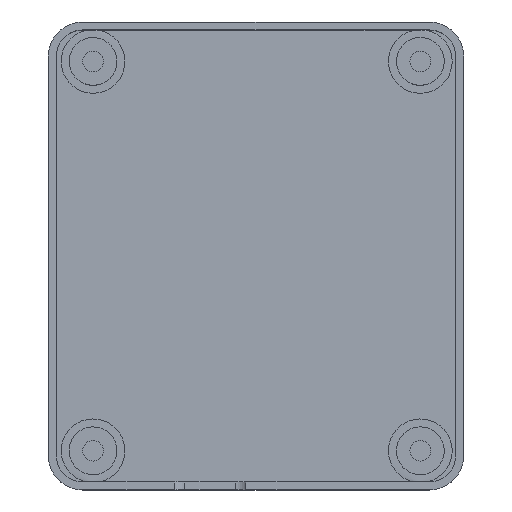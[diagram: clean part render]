
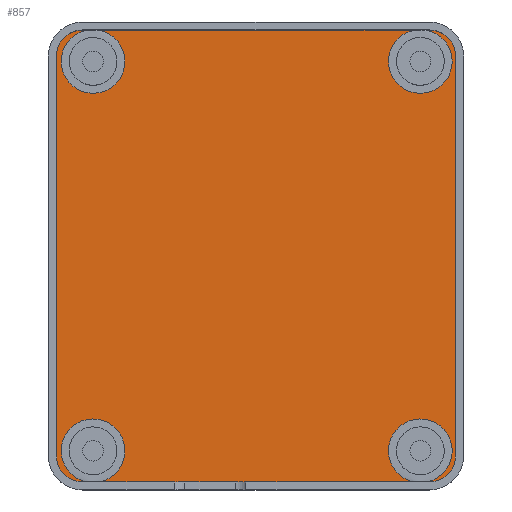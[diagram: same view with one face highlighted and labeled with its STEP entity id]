
A CAD part, top view. The second image highlights one B-rep face of the part: STEP entity #857.
In plain terms, the highlighted planar face has unit normal (0, 0, 1).
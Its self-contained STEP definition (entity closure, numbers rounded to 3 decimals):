
#53=PLANE('',#969);
#99=FACE_OUTER_BOUND('',#153,.T.);
#153=EDGE_LOOP('',(#771,#772,#773,#774,#775,#776,#777,#778,#779,#780,#781,
#782,#783,#784,#785,#786,#787,#788,#789,#790));
#159=LINE('',#1258,#227);
#162=LINE('',#1264,#230);
#184=LINE('',#1364,#252);
#185=LINE('',#1366,#253);
#186=LINE('',#1371,#254);
#191=LINE('',#1400,#259);
#192=LINE('',#1401,#260);
#193=LINE('',#1404,#261);
#227=VECTOR('',#991,10.);
#230=VECTOR('',#996,10.);
#252=VECTOR('',#1086,10.);
#253=VECTOR('',#1087,10.);
#254=VECTOR('',#1088,10.);
#259=VECTOR('',#1119,10.);
#260=VECTOR('',#1120,10.);
#261=VECTOR('',#1125,10.);
#291=CIRCLE('',#874,3.286);
#293=CIRCLE('',#877,3.286);
#295=CIRCLE('',#882,3.286);
#297=CIRCLE('',#885,3.286);
#313=CIRCLE('',#909,4.);
#314=CIRCLE('',#910,4.);
#317=CIRCLE('',#916,4.);
#318=CIRCLE('',#917,4.);
#321=CIRCLE('',#922,4.);
#322=CIRCLE('',#923,4.);
#327=CIRCLE('',#931,4.);
#328=CIRCLE('',#932,4.);
#343=VERTEX_POINT('',#1239);
#344=VERTEX_POINT('',#1240);
#347=VERTEX_POINT('',#1248);
#348=VERTEX_POINT('',#1249);
#351=VERTEX_POINT('',#1257);
#353=VERTEX_POINT('',#1263);
#355=VERTEX_POINT('',#1269);
#357=VERTEX_POINT('',#1275);
#385=VERTEX_POINT('',#1343);
#386=VERTEX_POINT('',#1344);
#387=VERTEX_POINT('',#1348);
#390=VERTEX_POINT('',#1359);
#391=VERTEX_POINT('',#1360);
#392=VERTEX_POINT('',#1365);
#393=VERTEX_POINT('',#1367);
#394=VERTEX_POINT('',#1373);
#397=VERTEX_POINT('',#1384);
#400=VERTEX_POINT('',#1395);
#401=VERTEX_POINT('',#1396);
#402=VERTEX_POINT('',#1406);
#423=EDGE_CURVE('',#343,#344,#291,.T.);
#427=EDGE_CURVE('',#347,#348,#293,.T.);
#431=EDGE_CURVE('',#351,#347,#159,.T.);
#434=EDGE_CURVE('',#344,#353,#162,.T.);
#437=EDGE_CURVE('',#353,#355,#295,.T.);
#440=EDGE_CURVE('',#357,#351,#297,.T.);
#473=EDGE_CURVE('',#387,#385,#313,.T.);
#475=EDGE_CURVE('',#386,#387,#314,.T.);
#480=EDGE_CURVE('',#355,#391,#184,.T.);
#481=EDGE_CURVE('',#392,#357,#185,.T.);
#483=EDGE_CURVE('',#390,#393,#186,.T.);
#484=EDGE_CURVE('',#394,#392,#317,.T.);
#486=EDGE_CURVE('',#393,#394,#318,.T.);
#490=EDGE_CURVE('',#397,#390,#321,.T.);
#492=EDGE_CURVE('',#391,#397,#322,.T.);
#497=EDGE_CURVE('',#385,#401,#191,.T.);
#498=EDGE_CURVE('',#348,#386,#192,.T.);
#501=EDGE_CURVE('',#400,#343,#193,.T.);
#502=EDGE_CURVE('',#402,#400,#327,.T.);
#504=EDGE_CURVE('',#401,#402,#328,.T.);
#771=ORIENTED_EDGE('',*,*,#483,.T.);
#772=ORIENTED_EDGE('',*,*,#486,.T.);
#773=ORIENTED_EDGE('',*,*,#484,.T.);
#774=ORIENTED_EDGE('',*,*,#481,.T.);
#775=ORIENTED_EDGE('',*,*,#440,.T.);
#776=ORIENTED_EDGE('',*,*,#431,.T.);
#777=ORIENTED_EDGE('',*,*,#427,.T.);
#778=ORIENTED_EDGE('',*,*,#498,.T.);
#779=ORIENTED_EDGE('',*,*,#475,.T.);
#780=ORIENTED_EDGE('',*,*,#473,.T.);
#781=ORIENTED_EDGE('',*,*,#497,.T.);
#782=ORIENTED_EDGE('',*,*,#504,.T.);
#783=ORIENTED_EDGE('',*,*,#502,.T.);
#784=ORIENTED_EDGE('',*,*,#501,.T.);
#785=ORIENTED_EDGE('',*,*,#423,.T.);
#786=ORIENTED_EDGE('',*,*,#434,.T.);
#787=ORIENTED_EDGE('',*,*,#437,.T.);
#788=ORIENTED_EDGE('',*,*,#480,.T.);
#789=ORIENTED_EDGE('',*,*,#492,.T.);
#790=ORIENTED_EDGE('',*,*,#490,.T.);
#857=ADVANCED_FACE('',(#99),#53,.T.);
#874=AXIS2_PLACEMENT_3D('',#1241,#975,#976);
#877=AXIS2_PLACEMENT_3D('',#1250,#983,#984);
#882=AXIS2_PLACEMENT_3D('',#1270,#1001,#1002);
#885=AXIS2_PLACEMENT_3D('',#1276,#1008,#1009);
#909=AXIS2_PLACEMENT_3D('',#1349,#1072,#1073);
#910=AXIS2_PLACEMENT_3D('',#1351,#1075,#1076);
#916=AXIS2_PLACEMENT_3D('',#1374,#1091,#1092);
#917=AXIS2_PLACEMENT_3D('',#1376,#1094,#1095);
#922=AXIS2_PLACEMENT_3D('',#1385,#1105,#1106);
#923=AXIS2_PLACEMENT_3D('',#1387,#1108,#1109);
#931=AXIS2_PLACEMENT_3D('',#1407,#1128,#1129);
#932=AXIS2_PLACEMENT_3D('',#1409,#1131,#1132);
#969=AXIS2_PLACEMENT_3D('',#1494,#1233,#1234);
#975=DIRECTION('center_axis',(0.,0.,1.));
#976=DIRECTION('ref_axis',(0.,-1.,0.));
#983=DIRECTION('center_axis',(0.,0.,1.));
#984=DIRECTION('ref_axis',(-1.,0.,0.));
#991=DIRECTION('',(0.,-1.,0.));
#996=DIRECTION('',(0.,1.,0.));
#1001=DIRECTION('center_axis',(0.,0.,1.));
#1002=DIRECTION('ref_axis',(1.,0.,0.));
#1008=DIRECTION('center_axis',(0.,0.,1.));
#1009=DIRECTION('ref_axis',(0.,1.,0.));
#1072=DIRECTION('center_axis',(0.,0.,-1.));
#1073=DIRECTION('ref_axis',(-0.228,0.974,0.));
#1075=DIRECTION('center_axis',(0.,0.,-1.));
#1076=DIRECTION('ref_axis',(-0.228,0.974,0.));
#1086=DIRECTION('',(-1.,0.,0.));
#1087=DIRECTION('',(-1.,0.,0.));
#1088=DIRECTION('',(-1.,0.,0.));
#1091=DIRECTION('center_axis',(0.,0.,-1.));
#1092=DIRECTION('ref_axis',(0.188,-0.982,0.));
#1094=DIRECTION('center_axis',(0.,0.,-1.));
#1095=DIRECTION('ref_axis',(0.188,-0.982,0.));
#1105=DIRECTION('center_axis',(0.,0.,-1.));
#1106=DIRECTION('ref_axis',(0.188,-0.982,0.));
#1108=DIRECTION('center_axis',(0.,0.,-1.));
#1109=DIRECTION('ref_axis',(0.188,-0.982,0.));
#1119=DIRECTION('',(1.,0.,0.));
#1120=DIRECTION('',(1.,0.,0.));
#1125=DIRECTION('',(1.,0.,0.));
#1128=DIRECTION('center_axis',(0.,0.,-1.));
#1129=DIRECTION('ref_axis',(-0.228,0.974,0.));
#1131=DIRECTION('center_axis',(0.,0.,-1.));
#1132=DIRECTION('ref_axis',(-0.228,0.974,0.));
#1233=DIRECTION('center_axis',(0.,0.,1.));
#1234=DIRECTION('ref_axis',(1.,0.,0.));
#1239=CARTESIAN_POINT('',(245.847,-1.,-3.));
#1240=CARTESIAN_POINT('',(249.133,2.286,-3.));
#1241=CARTESIAN_POINT('Origin',(245.847,2.286,-3.));
#1248=CARTESIAN_POINT('',(199.,2.286,-3.));
#1249=CARTESIAN_POINT('',(202.286,-1.,-3.));
#1250=CARTESIAN_POINT('Origin',(202.286,2.286,-3.));
#1257=CARTESIAN_POINT('',(199.,52.476,-3.));
#1258=CARTESIAN_POINT('',(199.,14.834,-3.));
#1263=CARTESIAN_POINT('',(249.133,52.476,-3.));
#1264=CARTESIAN_POINT('',(249.133,39.929,-3.));
#1269=CARTESIAN_POINT('',(245.847,55.762,-3.));
#1270=CARTESIAN_POINT('Origin',(245.847,52.476,-3.));
#1275=CARTESIAN_POINT('',(202.286,55.762,-3.));
#1276=CARTESIAN_POINT('Origin',(202.286,52.476,-3.));
#1343=CARTESIAN_POINT('',(204.395,-1.,-3.));
#1344=CARTESIAN_POINT('',(202.813,-1.,-3.));
#1348=CARTESIAN_POINT('',(204.516,-0.974,-3.));
#1349=CARTESIAN_POINT('Origin',(203.604,2.921,-3.));
#1351=CARTESIAN_POINT('Origin',(203.604,2.921,-3.));
#1359=CARTESIAN_POINT('',(244.051,55.762,-3.));
#1360=CARTESIAN_POINT('',(245.357,55.762,-3.));
#1364=CARTESIAN_POINT('',(213.176,55.762,-3.));
#1365=CARTESIAN_POINT('',(202.951,55.762,-3.));
#1366=CARTESIAN_POINT('',(213.176,55.762,-3.));
#1367=CARTESIAN_POINT('',(204.257,55.762,-3.));
#1371=CARTESIAN_POINT('',(213.176,55.762,-3.));
#1373=CARTESIAN_POINT('',(202.851,55.745,-3.));
#1374=CARTESIAN_POINT('Origin',(203.604,51.816,-3.));
#1376=CARTESIAN_POINT('Origin',(203.604,51.816,-3.));
#1384=CARTESIAN_POINT('',(243.951,55.745,-3.));
#1385=CARTESIAN_POINT('Origin',(244.704,51.816,-3.));
#1387=CARTESIAN_POINT('Origin',(244.704,51.816,-3.));
#1395=CARTESIAN_POINT('',(245.495,-1.,-3.));
#1396=CARTESIAN_POINT('',(243.913,-1.,-3.));
#1400=CARTESIAN_POINT('',(234.957,-1.,-3.));
#1401=CARTESIAN_POINT('',(234.957,-1.,-3.));
#1404=CARTESIAN_POINT('',(234.957,-1.,-3.));
#1406=CARTESIAN_POINT('',(245.616,-0.974,-3.));
#1407=CARTESIAN_POINT('Origin',(244.704,2.921,-3.));
#1409=CARTESIAN_POINT('Origin',(244.704,2.921,-3.));
#1494=CARTESIAN_POINT('Origin',(224.067,27.381,-3.));
